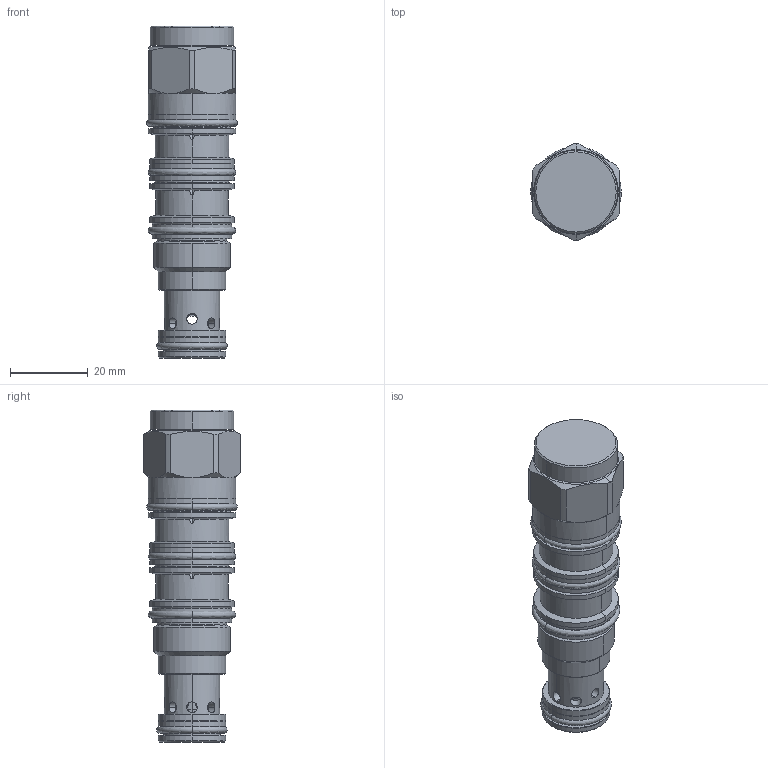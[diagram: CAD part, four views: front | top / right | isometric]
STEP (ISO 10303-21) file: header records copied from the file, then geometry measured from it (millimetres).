
FILE_DESCRIPTION((''),'2;1');
FILE_NAME('LPDS-XHN_PRT','2011-08-02T',('Administrator'),(''),'PRO/ENGINEER BY PARAMETRIC TECHNOLOGY CORPORATION, 2006240','PRO/ENGINEER BY PARAMETRIC TECHNOLOGY CORPORATION, 2006240','');
FILE_SCHEMA(('CONFIG_CONTROL_DESIGN'));
Length unit declared in the file: inch
Products named in the file (1): LPDS-XHN_PRT
Bounding box: 23.29 x 24.84 x 85.52 mm (x, y, z)
Volume: 21310.8 mm3; surface area: 13041 mm2
Topology: 5 solids, 6 shells, 399 faces, 968 edges, 589 vertices
Faces by surface type: cylinder 188, cone 76, plane 73, torus 46, revolution 16
Entity records: 16042 total; most frequent: CARTESIAN_POINT 6730, DIRECTION 1960, ORIENTED_EDGE 1916, EDGE_CURVE 958, AXIS2_PLACEMENT_3D 839, VERTEX_POINT 589, EDGE_LOOP 469, CIRCLE 456
